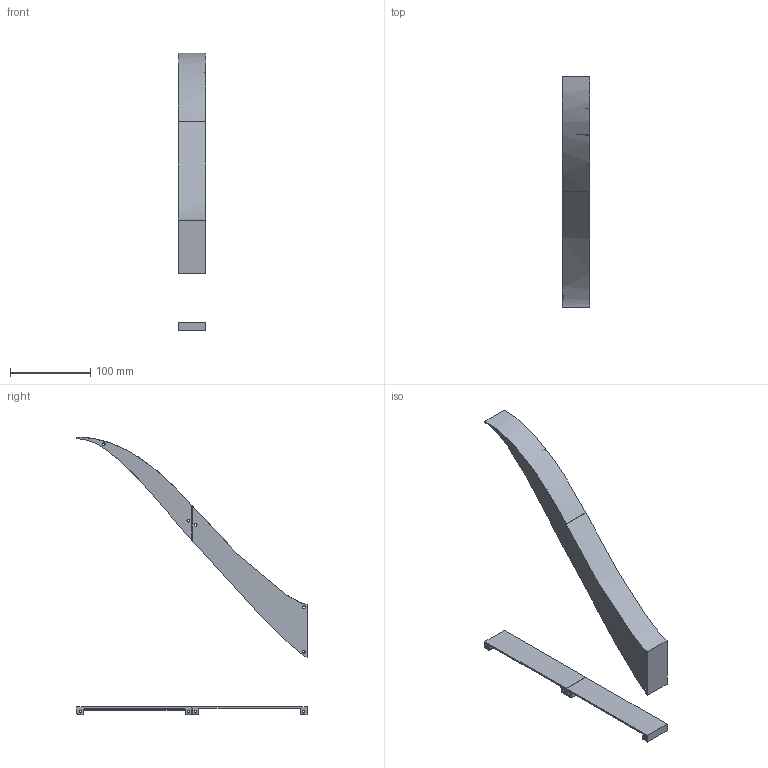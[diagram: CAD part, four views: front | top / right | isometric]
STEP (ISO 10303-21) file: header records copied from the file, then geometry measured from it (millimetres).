
FILE_DESCRIPTION(/* description */ (''),/* implementation_level */ '2;1');
FILE_NAME(/* name */ 'distributor.step',/* time_stamp */ '2021-08-22T01:40:19+08:00',/* author */ (''),/* organization */ (''),/* preprocessor_version */ 'ST-DEVELOPER v18.1',/* originating_system */ 'Autodesk Translation Framework v10.9.0.1377',/* authorisation */ '');
FILE_SCHEMA (('AUTOMOTIVE_DESIGN { 1 0 10303 214 3 1 1 }'));
Length unit declared in the file: millimetre
Products named in the file (1): distributor
Bounding box: 34.5 x 287.37 x 347 mm (x, y, z)
Volume: 110081.7 mm3; surface area: 119403.1 mm2
Topology: 4 solids, 4 shells, 111 faces, 284 edges, 188 vertices
Faces by surface type: plane 53, cylinder 36, bspline 22
Full cylindrical faces by diameter (mm): 3.3 x9
Entity records: 5326 total; most frequent: CARTESIAN_POINT 2772, ORIENTED_EDGE 568, DIRECTION 418, EDGE_CURVE 284, VERTEX_POINT 188, AXIS2_PLACEMENT_3D 142, EDGE_LOOP 136, LINE 134
